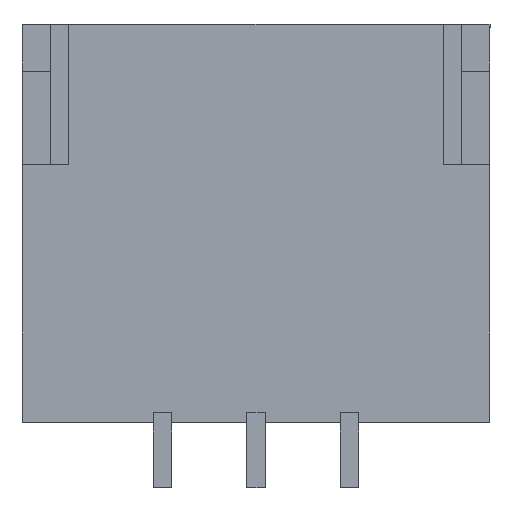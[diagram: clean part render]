
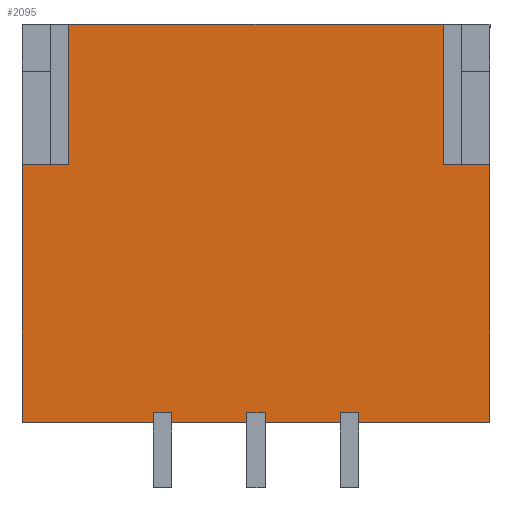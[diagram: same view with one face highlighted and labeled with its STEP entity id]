
A CAD part, front view. The second image highlights one B-rep face of the part: STEP entity #2095.
In plain terms, the highlighted planar face has unit normal (0, -1, 0).
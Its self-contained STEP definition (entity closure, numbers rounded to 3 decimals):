
#390=ORIENTED_EDGE('',*,*,#596,.F.);
#391=ORIENTED_EDGE('',*,*,#579,.T.);
#392=ORIENTED_EDGE('',*,*,#595,.F.);
#393=ORIENTED_EDGE('',*,*,#571,.F.);
#394=ORIENTED_EDGE('',*,*,#603,.F.);
#395=ORIENTED_EDGE('',*,*,#653,.F.);
#396=ORIENTED_EDGE('',*,*,#606,.F.);
#397=ORIENTED_EDGE('',*,*,#574,.F.);
#398=ORIENTED_EDGE('',*,*,#651,.F.);
#399=ORIENTED_EDGE('',*,*,#654,.F.);
#400=ORIENTED_EDGE('',*,*,#655,.T.);
#401=ORIENTED_EDGE('',*,*,#656,.T.);
#402=ORIENTED_EDGE('',*,*,#592,.T.);
#403=ORIENTED_EDGE('',*,*,#633,.F.);
#404=ORIENTED_EDGE('',*,*,#599,.F.);
#405=ORIENTED_EDGE('',*,*,#594,.T.);
#406=ORIENTED_EDGE('',*,*,#581,.F.);
#407=ORIENTED_EDGE('',*,*,#584,.F.);
#408=ORIENTED_EDGE('',*,*,#598,.F.);
#409=ORIENTED_EDGE('',*,*,#604,.T.);
#410=ORIENTED_EDGE('',*,*,#586,.F.);
#411=ORIENTED_EDGE('',*,*,#589,.F.);
#571=EDGE_CURVE('',#756,#757,#927,.T.);
#574=EDGE_CURVE('',#759,#760,#930,.T.);
#579=EDGE_CURVE('',#762,#763,#935,.T.);
#581=EDGE_CURVE('',#764,#765,#937,.T.);
#584=EDGE_CURVE('',#766,#764,#940,.T.);
#586=EDGE_CURVE('',#767,#768,#942,.T.);
#589=EDGE_CURVE('',#769,#767,#945,.T.);
#592=EDGE_CURVE('',#770,#771,#948,.T.);
#594=EDGE_CURVE('',#772,#765,#950,.T.);
#595=EDGE_CURVE('',#757,#763,#951,.T.);
#596=EDGE_CURVE('',#762,#769,#952,.T.);
#598=EDGE_CURVE('',#773,#766,#954,.T.);
#599=EDGE_CURVE('',#772,#774,#955,.T.);
#603=EDGE_CURVE('',#775,#756,#959,.T.);
#604=EDGE_CURVE('',#773,#768,#960,.T.);
#606=EDGE_CURVE('',#760,#776,#962,.T.);
#633=EDGE_CURVE('',#774,#771,#989,.T.);
#651=EDGE_CURVE('',#799,#759,#1007,.T.);
#653=EDGE_CURVE('',#776,#775,#1009,.T.);
#654=EDGE_CURVE('',#800,#799,#1010,.T.);
#655=EDGE_CURVE('',#800,#801,#1011,.T.);
#656=EDGE_CURVE('',#801,#770,#1012,.T.);
#756=VERTEX_POINT('',#2815);
#757=VERTEX_POINT('',#2817);
#759=VERTEX_POINT('',#2822);
#760=VERTEX_POINT('',#2824);
#762=VERTEX_POINT('',#2830);
#763=VERTEX_POINT('',#2832);
#764=VERTEX_POINT('',#2836);
#765=VERTEX_POINT('',#2838);
#766=VERTEX_POINT('',#2842);
#767=VERTEX_POINT('',#2846);
#768=VERTEX_POINT('',#2848);
#769=VERTEX_POINT('',#2852);
#770=VERTEX_POINT('',#2856);
#771=VERTEX_POINT('',#2858);
#772=VERTEX_POINT('',#2862);
#773=VERTEX_POINT('',#2869);
#774=VERTEX_POINT('',#2872);
#775=VERTEX_POINT('',#2876);
#776=VERTEX_POINT('',#2883);
#799=VERTEX_POINT('',#2968);
#800=VERTEX_POINT('',#2975);
#801=VERTEX_POINT('',#2977);
#927=LINE('',#2816,#1141);
#930=LINE('',#2823,#1144);
#935=LINE('',#2833,#1149);
#937=LINE('',#2837,#1151);
#940=LINE('',#2843,#1154);
#942=LINE('',#2847,#1156);
#945=LINE('',#2853,#1159);
#948=LINE('',#2859,#1162);
#950=LINE('',#2863,#1164);
#951=LINE('',#2865,#1165);
#952=LINE('',#2867,#1166);
#954=LINE('',#2870,#1168);
#955=LINE('',#2871,#1169);
#959=LINE('',#2877,#1173);
#960=LINE('',#2879,#1174);
#962=LINE('',#2882,#1176);
#989=LINE('',#2935,#1203);
#1007=LINE('',#2969,#1221);
#1009=LINE('',#2972,#1223);
#1010=LINE('',#2974,#1224);
#1011=LINE('',#2976,#1225);
#1012=LINE('',#2978,#1226);
#1141=VECTOR('',#2392,1000.);
#1144=VECTOR('',#2397,1000.);
#1149=VECTOR('',#2404,1000.);
#1151=VECTOR('',#2408,1000.);
#1154=VECTOR('',#2413,1000.);
#1156=VECTOR('',#2417,1000.);
#1159=VECTOR('',#2422,1000.);
#1162=VECTOR('',#2427,1000.);
#1164=VECTOR('',#2431,1000.);
#1165=VECTOR('',#2434,1000.);
#1166=VECTOR('',#2437,1000.);
#1168=VECTOR('',#2439,1000.);
#1169=VECTOR('',#2440,1000.);
#1173=VECTOR('',#2444,1000.);
#1174=VECTOR('',#2447,1000.);
#1176=VECTOR('',#2451,1000.);
#1203=VECTOR('',#2496,1000.);
#1221=VECTOR('',#2532,1000.);
#1223=VECTOR('',#2536,1000.);
#1224=VECTOR('',#2539,1000.);
#1225=VECTOR('',#2540,1000.);
#1226=VECTOR('',#2541,1000.);
#1308=EDGE_LOOP('',(#390,#391,#392,#393,#394,#395,#396,#397,#398,#399,#400,
#401,#402,#403,#404,#405,#406,#407,#408,#409,#410,#411));
#1390=FACE_BOUND('',#1308,.T.);
#1469=PLANE('',#2178);
#2095=ADVANCED_FACE('',(#1390),#1469,.F.);
#2178=AXIS2_PLACEMENT_3D('',#2973,#2537,#2538);
#2392=DIRECTION('',(0.,0.,1.));
#2397=DIRECTION('',(1.,0.,0.));
#2404=DIRECTION('',(0.,0.,1.));
#2408=DIRECTION('',(-1.,0.,0.));
#2413=DIRECTION('',(0.,0.,1.));
#2417=DIRECTION('',(-1.,0.,0.));
#2422=DIRECTION('',(0.,0.,1.));
#2427=DIRECTION('',(-1.,0.,0.));
#2431=DIRECTION('',(0.,0.,1.));
#2434=DIRECTION('',(-1.,0.,0.));
#2437=DIRECTION('',(-1.,0.,0.));
#2439=DIRECTION('',(-1.,0.,0.));
#2440=DIRECTION('',(-1.,0.,0.));
#2444=DIRECTION('',(-1.,0.,0.));
#2447=DIRECTION('',(0.,0.,1.));
#2451=DIRECTION('',(1.,0.,0.));
#2496=DIRECTION('',(0.,0.,1.));
#2532=DIRECTION('',(0.,0.,-1.));
#2536=DIRECTION('',(0.,0.,-1.));
#2537=DIRECTION('',(0.,1.,0.));
#2538=DIRECTION('',(-1.,0.,0.));
#2539=DIRECTION('',(1.,0.,0.));
#2540=DIRECTION('',(0.,0.,-1.));
#2541=DIRECTION('',(-1.,0.,0.));
#2815=CARTESIAN_POINT('',(1.1,0.355,-0.355));
#2816=CARTESIAN_POINT('',(1.1,0.355,3.895));
#2817=CARTESIAN_POINT('',(1.1,0.355,-0.255));
#2822=CARTESIAN_POINT('',(2.,0.355,2.395));
#2823=CARTESIAN_POINT('',(-2.2,0.355,2.395));
#2824=CARTESIAN_POINT('',(2.2,0.355,2.395));
#2830=CARTESIAN_POINT('',(0.9,0.355,-0.355));
#2832=CARTESIAN_POINT('',(0.9,0.355,-0.255));
#2833=CARTESIAN_POINT('',(0.9,0.355,3.895));
#2836=CARTESIAN_POINT('',(-0.9,0.355,-0.255));
#2837=CARTESIAN_POINT('',(0.9,0.355,-0.255));
#2838=CARTESIAN_POINT('',(-1.1,0.355,-0.255));
#2842=CARTESIAN_POINT('',(-0.9,0.355,-0.355));
#2843=CARTESIAN_POINT('',(-0.9,0.355,3.895));
#2846=CARTESIAN_POINT('',(0.1,0.355,-0.255));
#2847=CARTESIAN_POINT('',(0.9,0.355,-0.255));
#2848=CARTESIAN_POINT('',(-0.1,0.355,-0.255));
#2852=CARTESIAN_POINT('',(0.1,0.355,-0.355));
#2853=CARTESIAN_POINT('',(0.1,0.355,3.895));
#2856=CARTESIAN_POINT('',(-2.2,0.355,2.395));
#2858=CARTESIAN_POINT('',(-2.5,0.355,2.395));
#2859=CARTESIAN_POINT('',(-2.5,0.355,2.395));
#2862=CARTESIAN_POINT('',(-1.1,0.355,-0.355));
#2863=CARTESIAN_POINT('',(-1.1,0.355,3.895));
#2865=CARTESIAN_POINT('',(-2.5,0.355,-0.255));
#2867=CARTESIAN_POINT('',(2.5,0.355,-0.355));
#2869=CARTESIAN_POINT('',(-0.1,0.355,-0.355));
#2870=CARTESIAN_POINT('',(2.5,0.355,-0.355));
#2871=CARTESIAN_POINT('',(2.5,0.355,-0.355));
#2872=CARTESIAN_POINT('',(-2.5,0.355,-0.355));
#2876=CARTESIAN_POINT('',(2.5,0.355,-0.355));
#2877=CARTESIAN_POINT('',(2.5,0.355,-0.355));
#2879=CARTESIAN_POINT('',(-0.1,0.355,3.895));
#2882=CARTESIAN_POINT('',(-2.2,0.355,2.395));
#2883=CARTESIAN_POINT('',(2.5,0.355,2.395));
#2935=CARTESIAN_POINT('',(-2.5,0.355,-0.355));
#2968=CARTESIAN_POINT('',(2.,0.355,3.895));
#2969=CARTESIAN_POINT('',(2.,0.355,2.395));
#2972=CARTESIAN_POINT('',(2.5,0.355,-0.355));
#2973=CARTESIAN_POINT('',(-2.5,0.355,3.895));
#2974=CARTESIAN_POINT('',(-2.5,0.355,3.895));
#2975=CARTESIAN_POINT('',(-2.,0.355,3.895));
#2976=CARTESIAN_POINT('',(-2.,0.355,2.395));
#2977=CARTESIAN_POINT('',(-2.,0.355,2.395));
#2978=CARTESIAN_POINT('',(-2.,0.355,2.395));
